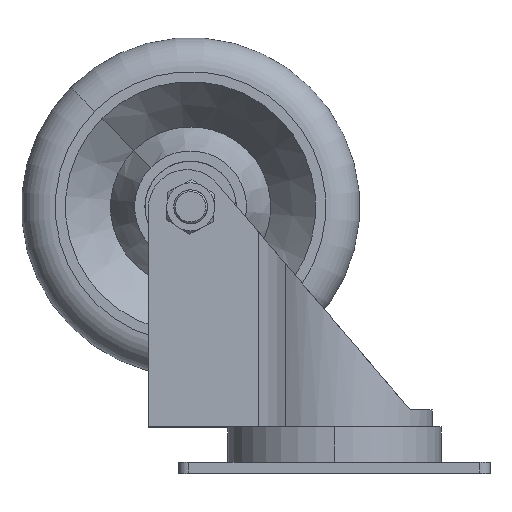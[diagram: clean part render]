
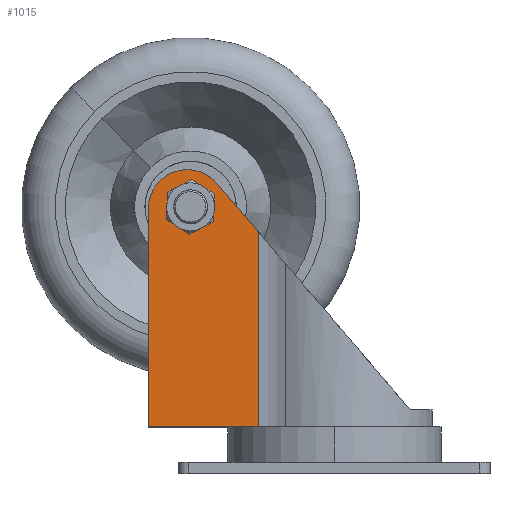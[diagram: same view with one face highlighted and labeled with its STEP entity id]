
A CAD part, top view. The second image highlights one B-rep face of the part: STEP entity #1015.
In plain terms, the highlighted face is planar.
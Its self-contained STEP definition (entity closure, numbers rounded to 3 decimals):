
#52 = DIRECTION ( 'NONE',  ( 0., 0., -1. ) ) ;
#84 = VECTOR ( 'NONE', #1898, 1000. ) ;
#210 = VERTEX_POINT ( 'NONE', #3044 ) ;
#528 = CARTESIAN_POINT ( 'NONE',  ( -23., 64.5, -43.493 ) ) ;
#595 = CARTESIAN_POINT ( 'NONE',  ( -23., 71.965, -34.745 ) ) ;
#658 = LINE ( 'NONE', #3508, #84 ) ;
#709 = DIRECTION ( 'NONE',  ( 0., 0., -1. ) ) ;
#819 = CIRCLE ( 'NONE', #3884, 5. ) ;
#830 = EDGE_CURVE ( 'NONE', #4877, #5026, #3091, .T. ) ;
#1008 = CIRCLE ( 'NONE', #3902, 11.5 ) ;
#1015 = ADVANCED_FACE ( 'NONE', ( #4825, #3246 ), #4945, .F. ) ;
#1072 = LINE ( 'NONE', #2704, #3249 ) ;
#1170 = CARTESIAN_POINT ( 'NONE',  ( -23., 76., -17.664 ) ) ;
#1397 = ORIENTED_EDGE ( 'NONE', *, *, #830, .T. ) ;
#1560 = DIRECTION ( 'NONE',  ( 1., 0., 0. ) ) ;
#1673 = VERTEX_POINT ( 'NONE', #3993 ) ;
#1781 = CARTESIAN_POINT ( 'NONE',  ( -23., 65., -37.493 ) ) ;
#1803 = VERTEX_POINT ( 'NONE', #3866 ) ;
#1879 = EDGE_CURVE ( 'NONE', #1803, #1673, #1072, .T. ) ;
#1898 = DIRECTION ( 'NONE',  ( 0., 0.761, -0.649 ) ) ;
#1938 = VECTOR ( 'NONE', #2299, 1000. ) ;
#1984 = CARTESIAN_POINT ( 'NONE',  ( -23., 65., -42.493 ) ) ;
#2009 = ORIENTED_EDGE ( 'NONE', *, *, #4047, .T. ) ;
#2138 = EDGE_CURVE ( 'NONE', #5026, #4877, #819, .T. ) ;
#2262 = EDGE_LOOP ( 'NONE', ( #5375, #2343, #2009, #2839, #3944 ) ) ;
#2299 = DIRECTION ( 'NONE',  ( 0., 0., 1. ) ) ;
#2343 = ORIENTED_EDGE ( 'NONE', *, *, #3694, .T. ) ;
#2435 = CARTESIAN_POINT ( 'NONE',  ( -23., 51.946, -22.45 ) ) ;
#2479 = AXIS2_PLACEMENT_3D ( 'NONE', #3643, #2785, #709 ) ;
#2574 = CARTESIAN_POINT ( 'NONE',  ( -23., 0., -22.45 ) ) ;
#2675 = EDGE_LOOP ( 'NONE', ( #2738, #1397 ) ) ;
#2704 = CARTESIAN_POINT ( 'NONE',  ( -23., 76., -54.993 ) ) ;
#2738 = ORIENTED_EDGE ( 'NONE', *, *, #2138, .T. ) ;
#2748 = AXIS2_PLACEMENT_3D ( 'NONE', #1170, #2831, #4044 ) ;
#2785 = DIRECTION ( 'NONE',  ( 1., 0., 0. ) ) ;
#2831 = DIRECTION ( 'NONE',  ( 1., 0., 0. ) ) ;
#2839 = ORIENTED_EDGE ( 'NONE', *, *, #3498, .F. ) ;
#2902 = EDGE_CURVE ( 'NONE', #1673, #3831, #3932, .T. ) ;
#3044 = CARTESIAN_POINT ( 'NONE',  ( -23., 57.556, -22.45 ) ) ;
#3091 = CIRCLE ( 'NONE', #2479, 5. ) ;
#3237 = DIRECTION ( 'NONE',  ( 0., 0., -1. ) ) ;
#3246 = FACE_OUTER_BOUND ( 'NONE', #2262, .T. ) ;
#3249 = VECTOR ( 'NONE', #4457, 1000. ) ;
#3270 = LINE ( 'NONE', #2435, #4626 ) ;
#3490 = DIRECTION ( 'NONE',  ( 1., 0., 0. ) ) ;
#3498 = EDGE_CURVE ( 'NONE', #1803, #4662, #1008, .T. ) ;
#3508 = CARTESIAN_POINT ( 'NONE',  ( -23., 65.866, -29.541 ) ) ;
#3589 = CARTESIAN_POINT ( 'NONE',  ( -23., 65., -47.493 ) ) ;
#3643 = CARTESIAN_POINT ( 'NONE',  ( -23., 65., -42.493 ) ) ;
#3694 = EDGE_CURVE ( 'NONE', #3831, #210, #3270, .T. ) ;
#3831 = VERTEX_POINT ( 'NONE', #2574 ) ;
#3866 = CARTESIAN_POINT ( 'NONE',  ( -23., 64.5, -54.993 ) ) ;
#3884 = AXIS2_PLACEMENT_3D ( 'NONE', #1984, #1560, #3237 ) ;
#3902 = AXIS2_PLACEMENT_3D ( 'NONE', #528, #3490, #52 ) ;
#3932 = LINE ( 'NONE', #5251, #1938 ) ;
#3944 = ORIENTED_EDGE ( 'NONE', *, *, #1879, .T. ) ;
#3993 = CARTESIAN_POINT ( 'NONE',  ( -23., 0., -54.993 ) ) ;
#4044 = DIRECTION ( 'NONE',  ( 0., 0., -1. ) ) ;
#4047 = EDGE_CURVE ( 'NONE', #210, #4662, #658, .T. ) ;
#4457 = DIRECTION ( 'NONE',  ( 0., -1., 0. ) ) ;
#4521 = DIRECTION ( 'NONE',  ( 0., 1., 0. ) ) ;
#4626 = VECTOR ( 'NONE', #4521, 1000. ) ;
#4662 = VERTEX_POINT ( 'NONE', #595 ) ;
#4825 = FACE_BOUND ( 'NONE', #2675, .T. ) ;
#4877 = VERTEX_POINT ( 'NONE', #1781 ) ;
#4945 = PLANE ( 'NONE',  #2748 ) ;
#5026 = VERTEX_POINT ( 'NONE', #3589 ) ;
#5251 = CARTESIAN_POINT ( 'NONE',  ( -23., 0., -17.664 ) ) ;
#5375 = ORIENTED_EDGE ( 'NONE', *, *, #2902, .T. ) ;
